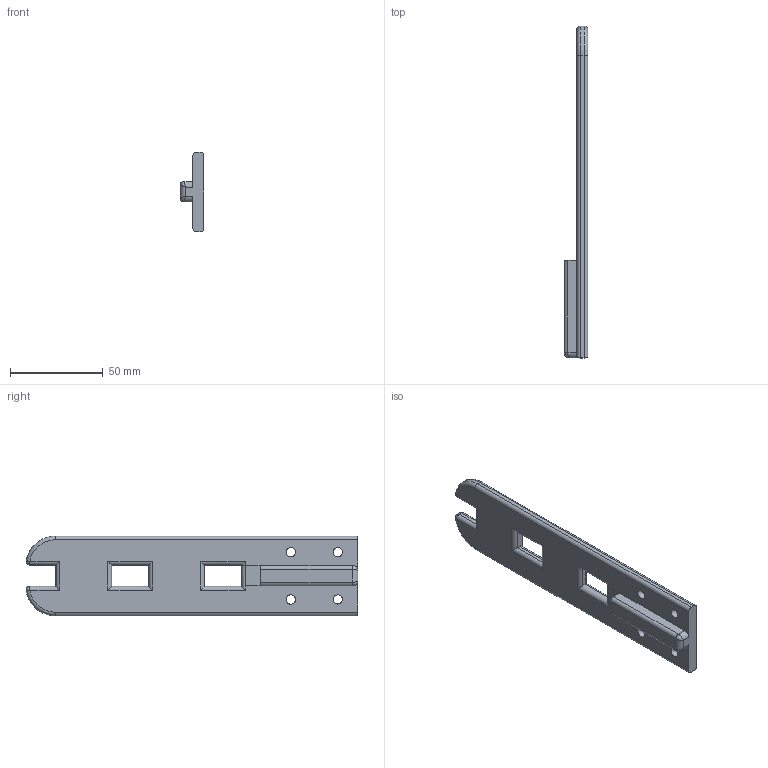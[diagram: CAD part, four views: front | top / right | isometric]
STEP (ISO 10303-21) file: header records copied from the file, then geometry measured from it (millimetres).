
FILE_DESCRIPTION(/* description */ (''),/* implementation_level */ '2;1');
FILE_NAME(/* name */ 'Spool_Holder_Mount.stp',/* time_stamp */ '2016-03-14T17:38:25-07:00',/* author */ (''),/* organization */ (''),/* preprocessor_version */ 'ST-DEVELOPER v16.2',/* originating_system */ 'Autodesk Translation Framework v4.3.0.3010',/* authorisation */ '');
FILE_SCHEMA (('AUTOMOTIVE_DESIGN { 1 0 10303 214 3 1 1 }'));
Length unit declared in the file: centimetre
Products named in the file (1): X-Z_Spool_Holder_Mount
Bounding box: 12.85 x 178.84 x 43.01 mm (x, y, z)
Volume: 44058.2 mm3; surface area: 17449.1 mm2
Topology: 1 solids, 1 shells, 70 faces, 173 edges, 103 vertices
Faces by surface type: cylinder 39, plane 21, sphere 4, torus 4, bspline 2
Full cylindrical faces by diameter (mm): 5 x4
Entity records: 2118 total; most frequent: CARTESIAN_POINT 428, DIRECTION 368, ORIENTED_EDGE 326, EDGE_CURVE 163, AXIS2_PLACEMENT_3D 137, VERTEX_POINT 99, LINE 94, VECTOR 94
